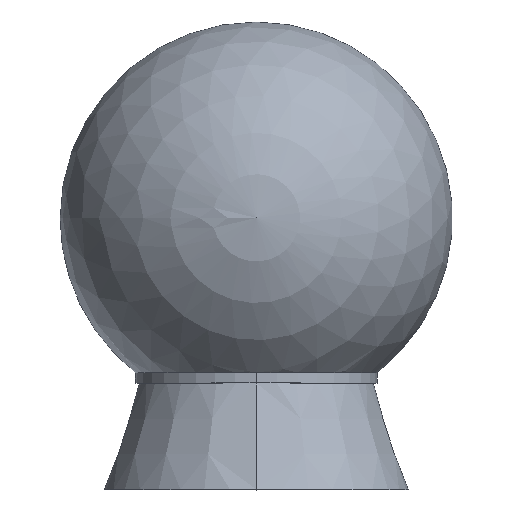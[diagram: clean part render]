
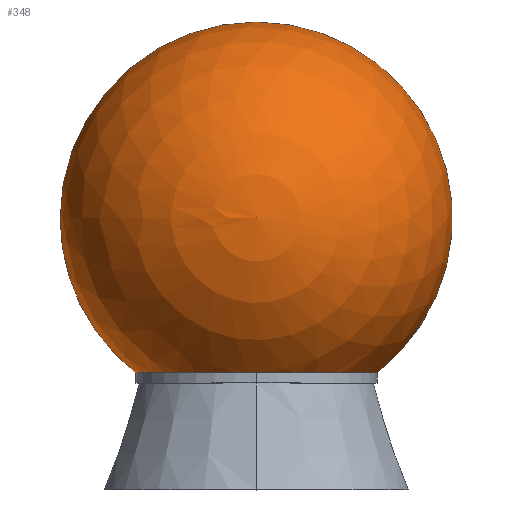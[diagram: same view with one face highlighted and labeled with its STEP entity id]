
A CAD part, top view. The second image highlights one B-rep face of the part: STEP entity #348.
In plain terms, the highlighted spherical face has radius 75.5 mm.
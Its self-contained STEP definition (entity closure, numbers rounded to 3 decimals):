
#2 = AXIS2_PLACEMENT_3D ( 'NONE', #262, #186, #402 ) ;
#26 = VERTEX_POINT ( 'NONE', #343 ) ;
#44 = DIRECTION ( 'NONE',  ( 0., 0., 1. ) ) ;
#45 = EDGE_CURVE ( 'NONE', #77, #26, #502, .T. ) ;
#60 = DIRECTION ( 'NONE',  ( 0., 1., 0. ) ) ;
#77 = VERTEX_POINT ( 'NONE', #684 ) ;
#82 = FACE_OUTER_BOUND ( 'NONE', #217, .T. ) ;
#85 = ORIENTED_EDGE ( 'NONE', *, *, #45, .T. ) ;
#110 = EDGE_CURVE ( 'NONE', #796, #616, #804, .T. ) ;
#186 = DIRECTION ( 'NONE',  ( 0., 0., 1. ) ) ;
#213 = CIRCLE ( 'NONE', #724, 46.5 ) ;
#217 = EDGE_LOOP ( 'NONE', ( #85, #653, #472, #592 ) ) ;
#240 = CARTESIAN_POINT ( 'NONE',  ( 46.5, 45.019, 0. ) ) ;
#254 = SPHERICAL_SURFACE ( 'NONE', #2, 75.5 ) ;
#262 = CARTESIAN_POINT ( 'NONE',  ( 0., 104.5, 0. ) ) ;
#281 = DIRECTION ( 'NONE',  ( 0., 0., 1. ) ) ;
#290 = DIRECTION ( 'NONE',  ( 0., 0., -1. ) ) ;
#333 = EDGE_CURVE ( 'NONE', #26, #796, #213, .T. ) ;
#340 = AXIS2_PLACEMENT_3D ( 'NONE', #694, #290, #769 ) ;
#343 = CARTESIAN_POINT ( 'NONE',  ( 0., 45.019, 46.5 ) ) ;
#348 = ADVANCED_FACE ( 'NONE', ( #82 ), #254, .T. ) ;
#402 = DIRECTION ( 'NONE',  ( -1., 0., 0. ) ) ;
#416 = CARTESIAN_POINT ( 'NONE',  ( 0., 45.019, 0. ) ) ;
#417 = AXIS2_PLACEMENT_3D ( 'NONE', #416, #60, #825 ) ;
#470 = DIRECTION ( 'NONE',  ( 0., 1., 0. ) ) ;
#472 = ORIENTED_EDGE ( 'NONE', *, *, #110, .T. ) ;
#502 = CIRCLE ( 'NONE', #417, 46.5 ) ;
#545 = EDGE_CURVE ( 'NONE', #77, #616, #811, .T. ) ;
#592 = ORIENTED_EDGE ( 'NONE', *, *, #545, .F. ) ;
#616 = VERTEX_POINT ( 'NONE', #702 ) ;
#653 = ORIENTED_EDGE ( 'NONE', *, *, #333, .T. ) ;
#684 = CARTESIAN_POINT ( 'NONE',  ( -46.5, 45.019, 0. ) ) ;
#687 = AXIS2_PLACEMENT_3D ( 'NONE', #688, #281, #764 ) ;
#688 = CARTESIAN_POINT ( 'NONE',  ( 0., 104.5, 0. ) ) ;
#694 = CARTESIAN_POINT ( 'NONE',  ( 0., 104.5, 0. ) ) ;
#702 = CARTESIAN_POINT ( 'NONE',  ( 0., 180., 0. ) ) ;
#724 = AXIS2_PLACEMENT_3D ( 'NONE', #887, #470, #44 ) ;
#764 = DIRECTION ( 'NONE',  ( 1., 0., 0. ) ) ;
#769 = DIRECTION ( 'NONE',  ( -1., 0., 0. ) ) ;
#796 = VERTEX_POINT ( 'NONE', #240 ) ;
#804 = CIRCLE ( 'NONE', #687, 75.5 ) ;
#811 = CIRCLE ( 'NONE', #340, 75.5 ) ;
#825 = DIRECTION ( 'NONE',  ( 0., 0., 1. ) ) ;
#887 = CARTESIAN_POINT ( 'NONE',  ( 0., 45.019, 0. ) ) ;
